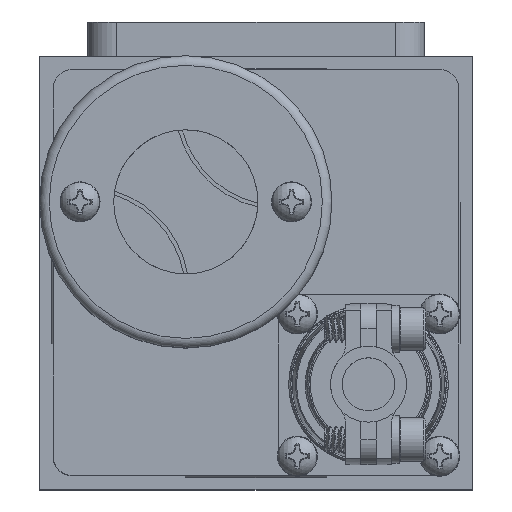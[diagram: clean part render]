
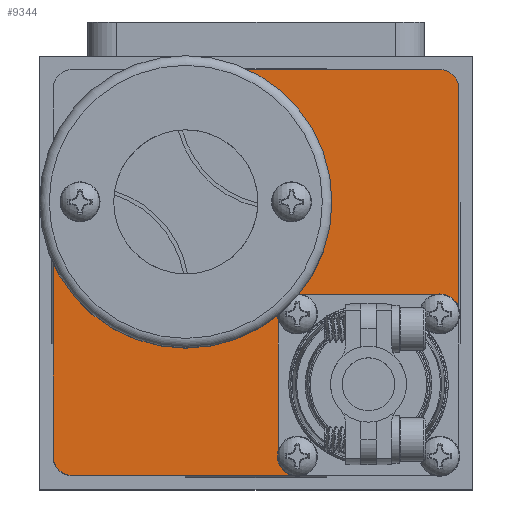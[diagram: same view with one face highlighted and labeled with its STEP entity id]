
A CAD part, top view. The second image highlights one B-rep face of the part: STEP entity #9344.
In plain terms, the highlighted planar face has unit normal (0, 0, 1).
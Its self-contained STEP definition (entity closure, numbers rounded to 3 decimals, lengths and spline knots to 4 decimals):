
#266 = ORIENTED_EDGE ( 'NONE', *, *, #86289, .T. ) ;
#1105 = VECTOR ( 'NONE', #196729, 39.3701 ) ;
#7452 = EDGE_CURVE ( 'NONE', #29869, #114112, #71632, .T. ) ;
#9344 = ADVANCED_FACE ( 'NONE', ( #84574 ), #128227, .F. ) ;
#9493 = CARTESIAN_POINT ( 'NONE',  ( 1.055, -0.215, 1.045 ) ) ;
#15750 = CIRCLE ( 'NONE', #90156, 0.69 ) ;
#17541 = CARTESIAN_POINT ( 'NONE',  ( 0.955, 0.955, 1.045 ) ) ;
#19224 = CARTESIAN_POINT ( 'NONE',  ( 0.115, -0.115, 1.045 ) ) ;
#24058 = CARTESIAN_POINT ( 'NONE',  ( 1.055, 0.955, 1.045 ) ) ;
#29248 = EDGE_CURVE ( 'NONE', #57082, #271231, #71757, .T. ) ;
#29869 = VERTEX_POINT ( 'NONE', #47623 ) ;
#30850 = DIRECTION ( 'NONE',  ( -1., 0., 0. ) ) ;
#35139 = CARTESIAN_POINT ( 'NONE',  ( -0.955, -0.955, 1.045 ) ) ;
#36606 = CIRCLE ( 'NONE', #73802, 0.1 ) ;
#38504 = LINE ( 'NONE', #127256, #204683 ) ;
#40943 = DIRECTION ( 'NONE',  ( -1., 0., 0. ) ) ;
#47623 = CARTESIAN_POINT ( 'NONE',  ( 0.955, -0.115, 1.045 ) ) ;
#51116 = EDGE_CURVE ( 'NONE', #114112, #164648, #194442, .T. ) ;
#52712 = CARTESIAN_POINT ( 'NONE',  ( 0.955, -0.215, 1.045 ) ) ;
#57082 = VERTEX_POINT ( 'NONE', #202683 ) ;
#60601 = CARTESIAN_POINT ( 'NONE',  ( 1.055, -1.055, 1.045 ) ) ;
#61005 = CARTESIAN_POINT ( 'NONE',  ( -1.055, 0.365, 1.045 ) ) ;
#61578 = DIRECTION ( 'NONE',  ( -1., 0., 0. ) ) ;
#61670 = ORIENTED_EDGE ( 'NONE', *, *, #199353, .T. ) ;
#64598 = VERTEX_POINT ( 'NONE', #162792 ) ;
#65132 = DIRECTION ( 'NONE',  ( -1., 0., 0. ) ) ;
#71632 = CIRCLE ( 'NONE', #169001, 0.1 ) ;
#71757 = CIRCLE ( 'NONE', #285499, 0.1 ) ;
#73802 = AXIS2_PLACEMENT_3D ( 'NONE', #148846, #260825, #61578 ) ;
#74788 = DIRECTION ( 'NONE',  ( -1., 0., 0. ) ) ;
#75845 = VECTOR ( 'NONE', #144683, 39.3701 ) ;
#75909 = VECTOR ( 'NONE', #221984, 39.3701 ) ;
#81003 = CARTESIAN_POINT ( 'NONE',  ( 0.115, -0.955, 1.045 ) ) ;
#84574 = FACE_OUTER_BOUND ( 'NONE', #167003, .T. ) ;
#86289 = EDGE_CURVE ( 'NONE', #164648, #111027, #86828, .T. ) ;
#86828 = CIRCLE ( 'NONE', #230723, 0.1 ) ;
#90156 = AXIS2_PLACEMENT_3D ( 'NONE', #188709, #123227, #142201 ) ;
#93138 = ORIENTED_EDGE ( 'NONE', *, *, #51116, .T. ) ;
#105502 = VERTEX_POINT ( 'NONE', #61005 ) ;
#108985 = CARTESIAN_POINT ( 'NONE',  ( 0.115, -0.215, 1.045 ) ) ;
#111027 = VERTEX_POINT ( 'NONE', #274324 ) ;
#113208 = ORIENTED_EDGE ( 'NONE', *, *, #148134, .F. ) ;
#114112 = VERTEX_POINT ( 'NONE', #9493 ) ;
#115394 = VERTEX_POINT ( 'NONE', #253701 ) ;
#123227 = DIRECTION ( 'NONE',  ( 0., 0., 1. ) ) ;
#127256 = CARTESIAN_POINT ( 'NONE',  ( -1.055, -1.055, 1.045 ) ) ;
#128227 = PLANE ( 'NONE',  #280745 ) ;
#135341 = VERTEX_POINT ( 'NONE', #201326 ) ;
#138771 = VERTEX_POINT ( 'NONE', #108985 ) ;
#139047 = CARTESIAN_POINT ( 'NONE',  ( -1.055, -0.955, 1.045 ) ) ;
#142201 = DIRECTION ( 'NONE',  ( 1., 0., 0. ) ) ;
#144683 = DIRECTION ( 'NONE',  ( 0., -1., 0. ) ) ;
#145125 = ORIENTED_EDGE ( 'NONE', *, *, #192914, .T. ) ;
#145246 = EDGE_CURVE ( 'NONE', #105502, #195437, #188289, .T. ) ;
#145757 = DIRECTION ( 'NONE',  ( -1., 0., 0. ) ) ;
#148134 = EDGE_CURVE ( 'NONE', #105502, #64598, #15750, .T. ) ;
#148846 = CARTESIAN_POINT ( 'NONE',  ( 0.215, -0.215, 1.045 ) ) ;
#149322 = DIRECTION ( 'NONE',  ( 0., 1., 0. ) ) ;
#160388 = DIRECTION ( 'NONE',  ( 0., 0., -1. ) ) ;
#162792 = CARTESIAN_POINT ( 'NONE',  ( -0.365, 1.055, 1.045 ) ) ;
#164648 = VERTEX_POINT ( 'NONE', #24058 ) ;
#167003 = EDGE_LOOP ( 'NONE', ( #61670, #237186, #224322, #230023, #172641, #267565, #93138, #266, #244893, #113208, #261550, #145125 ) ) ;
#169001 = AXIS2_PLACEMENT_3D ( 'NONE', #52712, #160388, #30850 ) ;
#172641 = ORIENTED_EDGE ( 'NONE', *, *, #214931, .F. ) ;
#173330 = CARTESIAN_POINT ( 'NONE',  ( 0., 0., 1.045 ) ) ;
#173341 = VECTOR ( 'NONE', #149322, 39.3701 ) ;
#176347 = LINE ( 'NONE', #19224, #1105 ) ;
#185336 = DIRECTION ( 'NONE',  ( 0., 0., -1. ) ) ;
#188289 = LINE ( 'NONE', #191161, #75845 ) ;
#188709 = CARTESIAN_POINT ( 'NONE',  ( -0.365, 0.365, 1.045 ) ) ;
#191161 = CARTESIAN_POINT ( 'NONE',  ( -1.055, -1.055, 1.045 ) ) ;
#192914 = EDGE_CURVE ( 'NONE', #195437, #135341, #278634, .T. ) ;
#194442 = LINE ( 'NONE', #60601, #173341 ) ;
#195165 = AXIS2_PLACEMENT_3D ( 'NONE', #35139, #212654, #145757 ) ;
#195437 = VERTEX_POINT ( 'NONE', #139047 ) ;
#196107 = LINE ( 'NONE', #238261, #253437 ) ;
#196729 = DIRECTION ( 'NONE',  ( -1., 0., 0. ) ) ;
#199353 = EDGE_CURVE ( 'NONE', #135341, #57082, #38504, .T. ) ;
#201326 = CARTESIAN_POINT ( 'NONE',  ( -0.955, -1.055, 1.045 ) ) ;
#202683 = CARTESIAN_POINT ( 'NONE',  ( 0.215, -1.055, 1.045 ) ) ;
#204683 = VECTOR ( 'NONE', #215986, 39.3701 ) ;
#205711 = CARTESIAN_POINT ( 'NONE',  ( 0.215, -0.955, 1.045 ) ) ;
#212654 = DIRECTION ( 'NONE',  ( 0., 0., 1. ) ) ;
#214034 = DIRECTION ( 'NONE',  ( 0., 0., 1. ) ) ;
#214931 = EDGE_CURVE ( 'NONE', #29869, #115394, #176347, .T. ) ;
#215433 = DIRECTION ( 'NONE',  ( -1., 0., 0. ) ) ;
#215986 = DIRECTION ( 'NONE',  ( 1., 0., 0. ) ) ;
#218861 = EDGE_CURVE ( 'NONE', #138771, #271231, #269876, .T. ) ;
#221984 = DIRECTION ( 'NONE',  ( 0., -1., 0. ) ) ;
#222694 = DIRECTION ( 'NONE',  ( 0., 0., -1. ) ) ;
#224322 = ORIENTED_EDGE ( 'NONE', *, *, #218861, .F. ) ;
#230023 = ORIENTED_EDGE ( 'NONE', *, *, #256316, .T. ) ;
#230723 = AXIS2_PLACEMENT_3D ( 'NONE', #17541, #214034, #215433 ) ;
#230865 = EDGE_CURVE ( 'NONE', #111027, #64598, #196107, .T. ) ;
#237186 = ORIENTED_EDGE ( 'NONE', *, *, #29248, .T. ) ;
#238261 = CARTESIAN_POINT ( 'NONE',  ( -1.055, 1.055, 1.045 ) ) ;
#244893 = ORIENTED_EDGE ( 'NONE', *, *, #230865, .T. ) ;
#245218 = CARTESIAN_POINT ( 'NONE',  ( 0.115, -1.055, 1.045 ) ) ;
#253437 = VECTOR ( 'NONE', #65132, 39.3701 ) ;
#253701 = CARTESIAN_POINT ( 'NONE',  ( 0.215, -0.115, 1.045 ) ) ;
#256316 = EDGE_CURVE ( 'NONE', #138771, #115394, #36606, .T. ) ;
#260825 = DIRECTION ( 'NONE',  ( 0., 0., -1. ) ) ;
#261550 = ORIENTED_EDGE ( 'NONE', *, *, #145246, .T. ) ;
#267565 = ORIENTED_EDGE ( 'NONE', *, *, #7452, .T. ) ;
#269876 = LINE ( 'NONE', #245218, #75909 ) ;
#271231 = VERTEX_POINT ( 'NONE', #81003 ) ;
#274324 = CARTESIAN_POINT ( 'NONE',  ( 0.955, 1.055, 1.045 ) ) ;
#278634 = CIRCLE ( 'NONE', #195165, 0.1 ) ;
#280745 = AXIS2_PLACEMENT_3D ( 'NONE', #173330, #222694, #40943 ) ;
#285499 = AXIS2_PLACEMENT_3D ( 'NONE', #205711, #185336, #74788 ) ;
